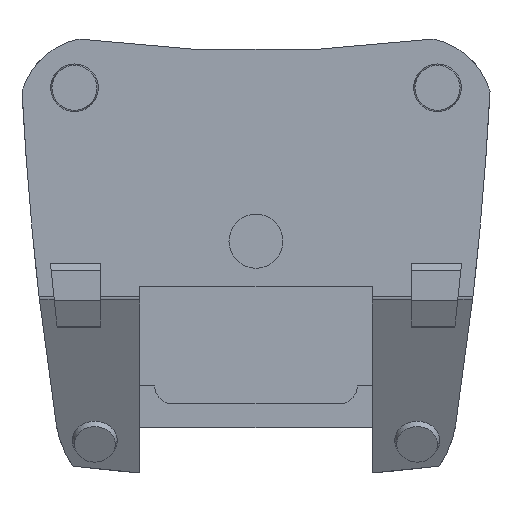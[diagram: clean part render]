
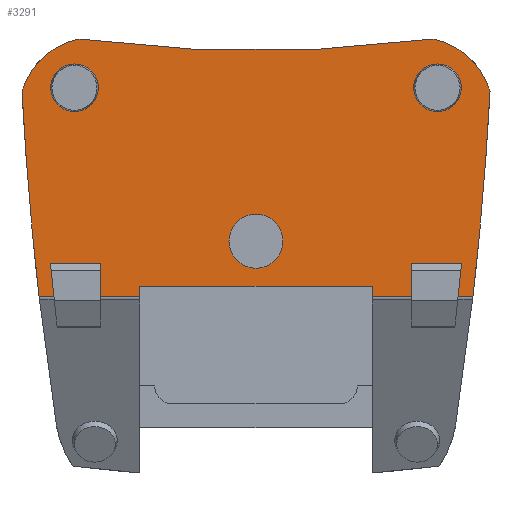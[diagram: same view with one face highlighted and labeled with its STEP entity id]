
A CAD part, front view. The second image highlights one B-rep face of the part: STEP entity #3291.
In plain terms, the highlighted planar face has unit normal (0, -1, 0).
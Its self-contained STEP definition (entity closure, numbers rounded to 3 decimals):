
#190=CARTESIAN_POINT('',(108.069,5.,85.765));
#191=DIRECTION('',(0.,1.,0.));
#192=DIRECTION('',(0.199,0.,0.98));
#193=AXIS2_PLACEMENT_3D('',#190,#191,#192);
#522=CARTESIAN_POINT('',(-108.069,5.,85.765));
#523=DIRECTION('',(0.,-1.,0.));
#524=DIRECTION('',(-0.199,0.,0.98));
#525=AXIS2_PLACEMENT_3D('',#522,#523,#524);
#536=CARTESIAN_POINT('',(-121.,5.,102.3));
#537=DIRECTION('',(0.,1.,0.));
#538=DIRECTION('',(1.,0.,0.));
#539=AXIS2_PLACEMENT_3D('',#536,#537,#538);
#541=CARTESIAN_POINT('',(-121.,5.,102.3));
#542=DIRECTION('',(0.,1.,0.));
#543=DIRECTION('',(-1.,0.,0.));
#544=AXIS2_PLACEMENT_3D('',#541,#542,#543);
#546=CARTESIAN_POINT('',(121.,5.,102.3));
#547=DIRECTION('',(0.,-1.,0.));
#548=DIRECTION('',(-1.,0.,0.));
#549=AXIS2_PLACEMENT_3D('',#546,#547,#548);
#551=CARTESIAN_POINT('',(121.,5.,102.3));
#552=DIRECTION('',(0.,-1.,0.));
#553=DIRECTION('',(1.,0.,0.));
#554=AXIS2_PLACEMENT_3D('',#551,#552,#553);
#556=DIRECTION('',(0.,0.,1.));
#557=VECTOR('',#556,6.7);
#558=CARTESIAN_POINT('',(-77.5,5.,-36.66));
#559=LINE('',#558,#557);
#560=DIRECTION('',(-1.,0.,0.));
#561=VECTOR('',#560,26.);
#562=CARTESIAN_POINT('',(-77.5,5.,-36.66));
#563=LINE('',#562,#561);
#564=DIRECTION('',(0.,0.,1.));
#565=VECTOR('',#564,21.516);
#566=CARTESIAN_POINT('',(-103.5,5.,-36.66));
#567=LINE('',#566,#565);
#568=DIRECTION('',(-1.,0.,0.));
#569=VECTOR('',#568,33.483);
#570=CARTESIAN_POINT('',(-103.5,5.,-15.144));
#571=LINE('',#570,#569);
#572=DIRECTION('',(-0.105,0.,0.995));
#573=VECTOR('',#572,21.635);
#574=CARTESIAN_POINT('',(-134.721,5.,-36.66));
#575=LINE('',#574,#573);
#576=DIRECTION('',(-1.,0.,0.));
#577=VECTOR('',#576,9.927);
#578=CARTESIAN_POINT('',(-134.721,5.,-36.66));
#579=LINE('',#578,#577);
#580=CARTESIAN_POINT('',(0.,5.,1027.));
#581=DIRECTION('',(0.,-1.,0.));
#582=DIRECTION('',(-0.131,0.,-0.991));
#583=AXIS2_PLACEMENT_3D('',#580,#581,#582);
#585=DIRECTION('',(1.,0.,0.));
#586=VECTOR('',#585,9.927);
#587=CARTESIAN_POINT('',(134.721,5.,-36.66));
#588=LINE('',#587,#586);
#589=DIRECTION('',(0.105,0.,0.995));
#590=VECTOR('',#589,21.635);
#591=CARTESIAN_POINT('',(134.721,5.,-36.66));
#592=LINE('',#591,#590);
#593=DIRECTION('',(1.,0.,0.));
#594=VECTOR('',#593,33.483);
#595=CARTESIAN_POINT('',(103.5,5.,-15.144));
#596=LINE('',#595,#594);
#597=DIRECTION('',(0.,0.,1.));
#598=VECTOR('',#597,21.516);
#599=CARTESIAN_POINT('',(103.5,5.,-36.66));
#600=LINE('',#599,#598);
#601=DIRECTION('',(1.,0.,0.));
#602=VECTOR('',#601,26.);
#603=CARTESIAN_POINT('',(77.5,5.,-36.66));
#604=LINE('',#603,#602);
#605=DIRECTION('',(0.,0.,1.));
#606=VECTOR('',#605,6.7);
#607=CARTESIAN_POINT('',(77.5,5.,-36.66));
#608=LINE('',#607,#606);
#613=CARTESIAN_POINT('',(0.,5.,0.));
#614=DIRECTION('',(0.,1.,0.));
#615=DIRECTION('',(0.,0.,1.));
#616=AXIS2_PLACEMENT_3D('',#613,#614,#615);
#632=CARTESIAN_POINT('',(0.,5.,0.));
#633=DIRECTION('',(0.,-1.,0.));
#634=DIRECTION('',(0.,0.,1.));
#635=AXIS2_PLACEMENT_3D('',#632,#633,#634);
#673=DIRECTION('',(1.,0.,0.));
#674=VECTOR('',#673,155.);
#675=CARTESIAN_POINT('',(-77.5,5.,-29.96));
#676=LINE('',#675,#674);
#905=CARTESIAN_POINT('',(-144.648,5.,-36.66));
#925=CARTESIAN_POINT('',(2041.06,5.,213.696));
#926=DIRECTION('',(0.,-1.,0.));
#927=DIRECTION('',(-0.999,0.,-0.052));
#928=AXIS2_PLACEMENT_3D('',#925,#926,#927);
#930=CARTESIAN_POINT('',(-134.721,5.,-36.66));
#1607=CARTESIAN_POINT('',(134.721,5.,-36.66));
#1622=CARTESIAN_POINT('',(144.648,5.,-36.66));
#1628=CARTESIAN_POINT('',(-2041.06,5.,213.696));
#1629=DIRECTION('',(0.,1.,0.));
#1630=DIRECTION('',(0.999,0.,-0.052));
#1631=AXIS2_PLACEMENT_3D('',#1628,#1629,#1630);
#2189=CARTESIAN_POINT('',(118.,5.,134.769));
#2190=CARTESIAN_POINT('',(156.,5.,100.));
#2191=VERTEX_POINT('',#2189);
#2192=VERTEX_POINT('',#2190);
#2250=CARTESIAN_POINT('',(105.118,5.,102.3));
#2251=CARTESIAN_POINT('',(136.882,5.,102.3));
#2252=VERTEX_POINT('',#2250);
#2253=VERTEX_POINT('',#2251);
#2286=VERTEX_POINT('',#1622);
#2294=CARTESIAN_POINT('',(103.5,5.,-36.66));
#2295=CARTESIAN_POINT('',(103.5,5.,-15.144));
#2296=VERTEX_POINT('',#2294);
#2297=VERTEX_POINT('',#2295);
#2310=CARTESIAN_POINT('',(136.983,5.,-15.144));
#2311=VERTEX_POINT('',#2310);
#2314=VERTEX_POINT('',#1607);
#2357=CARTESIAN_POINT('',(-105.118,5.,102.3));
#2358=CARTESIAN_POINT('',(-136.882,5.,102.3));
#2359=VERTEX_POINT('',#2357);
#2360=VERTEX_POINT('',#2358);
#2375=CARTESIAN_POINT('',(-103.5,5.,-36.66));
#2376=CARTESIAN_POINT('',(-103.5,5.,-15.144));
#2377=VERTEX_POINT('',#2375);
#2378=VERTEX_POINT('',#2376);
#2391=CARTESIAN_POINT('',(-136.983,5.,-15.144));
#2392=VERTEX_POINT('',#2391);
#2395=VERTEX_POINT('',#930);
#2397=CARTESIAN_POINT('',(0.,5.,18.));
#2399=VERTEX_POINT('',#2397);
#2401=CARTESIAN_POINT('',(0.,5.,-18.));
#2403=VERTEX_POINT('',#2401);
#2634=CARTESIAN_POINT('',(77.5,5.,-36.66));
#2635=CARTESIAN_POINT('',(77.5,5.,-29.96));
#2636=VERTEX_POINT('',#2634);
#2637=VERTEX_POINT('',#2635);
#2673=CARTESIAN_POINT('',(-77.5,5.,-36.66));
#2674=CARTESIAN_POINT('',(-77.5,5.,-29.96));
#2675=VERTEX_POINT('',#2673);
#2676=VERTEX_POINT('',#2674);
#2707=CARTESIAN_POINT('',(-118.,5.,134.769));
#2708=CARTESIAN_POINT('',(-156.,5.,100.));
#2709=VERTEX_POINT('',#2707);
#2710=VERTEX_POINT('',#2708);
#2718=VERTEX_POINT('',#905);
#3233=CARTESIAN_POINT('',(0.,5.,-38.));
#3234=DIRECTION('',(0.,1.,0.));
#3235=DIRECTION('',(0.,0.,1.));
#3236=AXIS2_PLACEMENT_3D('',#3233,#3234,#3235);
#3237=PLANE('',#3236);
#3239=ORIENTED_EDGE('',*,*,#3238,.F.);
#3241=ORIENTED_EDGE('',*,*,#3240,.F.);
#3243=ORIENTED_EDGE('',*,*,#3242,.T.);
#3245=ORIENTED_EDGE('',*,*,#3244,.T.);
#3247=ORIENTED_EDGE('',*,*,#3246,.T.);
#3249=ORIENTED_EDGE('',*,*,#3248,.F.);
#3251=ORIENTED_EDGE('',*,*,#3250,.T.);
#3253=ORIENTED_EDGE('',*,*,#3252,.F.);
#3254=ORIENTED_EDGE('',*,*,#3223,.F.);
#3255=ORIENTED_EDGE('',*,*,#2760,.T.);
#3256=ORIENTED_EDGE('',*,*,#2810,.T.);
#3258=ORIENTED_EDGE('',*,*,#3257,.T.);
#3260=ORIENTED_EDGE('',*,*,#3259,.F.);
#3262=ORIENTED_EDGE('',*,*,#3261,.T.);
#3264=ORIENTED_EDGE('',*,*,#3263,.F.);
#3266=ORIENTED_EDGE('',*,*,#3265,.F.);
#3268=ORIENTED_EDGE('',*,*,#3267,.F.);
#3270=ORIENTED_EDGE('',*,*,#3269,.T.);
#3271=EDGE_LOOP('',(#3239,#3241,#3243,#3245,#3247,#3249,#3251,#3253,#3254,#3255,
#3256,#3258,#3260,#3262,#3264,#3266,#3268,#3270));
#3272=FACE_OUTER_BOUND('',#3271,.F.);
#3274=ORIENTED_EDGE('',*,*,#3273,.F.);
#3276=ORIENTED_EDGE('',*,*,#3275,.F.);
#3277=EDGE_LOOP('',(#3274,#3276));
#3278=FACE_BOUND('',#3277,.F.);
#3280=ORIENTED_EDGE('',*,*,#3279,.T.);
#3282=ORIENTED_EDGE('',*,*,#3281,.T.);
#3283=EDGE_LOOP('',(#3280,#3282));
#3284=FACE_BOUND('',#3283,.F.);
#3286=ORIENTED_EDGE('',*,*,#3285,.F.);
#3288=ORIENTED_EDGE('',*,*,#3287,.T.);
#3289=EDGE_LOOP('',(#3286,#3288));
#3290=FACE_BOUND('',#3289,.F.);
#194=CIRCLE('',#193,50.);
#526=CIRCLE('',#525,50.);
#540=CIRCLE('',#539,15.882);
#545=CIRCLE('',#544,15.882);
#550=CIRCLE('',#549,15.882);
#555=CIRCLE('',#554,15.882);
#584=CIRCLE('',#583,900.);
#617=CIRCLE('',#616,18.);
#636=CIRCLE('',#635,18.);
#929=CIRCLE('',#928,2200.);
#1632=CIRCLE('',#1631,2200.);
#2760=EDGE_CURVE('',#2709,#2191,#584,.T.);
#2810=EDGE_CURVE('',#2191,#2192,#194,.T.);
#3223=EDGE_CURVE('',#2709,#2710,#526,.T.);
#3238=EDGE_CURVE('',#2676,#2637,#676,.T.);
#3240=EDGE_CURVE('',#2675,#2676,#559,.T.);
#3242=EDGE_CURVE('',#2675,#2377,#563,.T.);
#3244=EDGE_CURVE('',#2377,#2378,#567,.T.);
#3246=EDGE_CURVE('',#2378,#2392,#571,.T.);
#3248=EDGE_CURVE('',#2395,#2392,#575,.T.);
#3250=EDGE_CURVE('',#2395,#2718,#579,.T.);
#3252=EDGE_CURVE('',#2710,#2718,#929,.T.);
#3257=EDGE_CURVE('',#2192,#2286,#1632,.T.);
#3259=EDGE_CURVE('',#2314,#2286,#588,.T.);
#3261=EDGE_CURVE('',#2314,#2311,#592,.T.);
#3263=EDGE_CURVE('',#2297,#2311,#596,.T.);
#3265=EDGE_CURVE('',#2296,#2297,#600,.T.);
#3267=EDGE_CURVE('',#2636,#2296,#604,.T.);
#3269=EDGE_CURVE('',#2636,#2637,#608,.T.);
#3273=EDGE_CURVE('',#2359,#2360,#540,.T.);
#3275=EDGE_CURVE('',#2360,#2359,#545,.T.);
#3279=EDGE_CURVE('',#2252,#2253,#550,.T.);
#3281=EDGE_CURVE('',#2253,#2252,#555,.T.);
#3285=EDGE_CURVE('',#2399,#2403,#617,.T.);
#3287=EDGE_CURVE('',#2399,#2403,#636,.T.);
#3291=ADVANCED_FACE('',(#3272,#3278,#3284,#3290),#3237,.F.);
